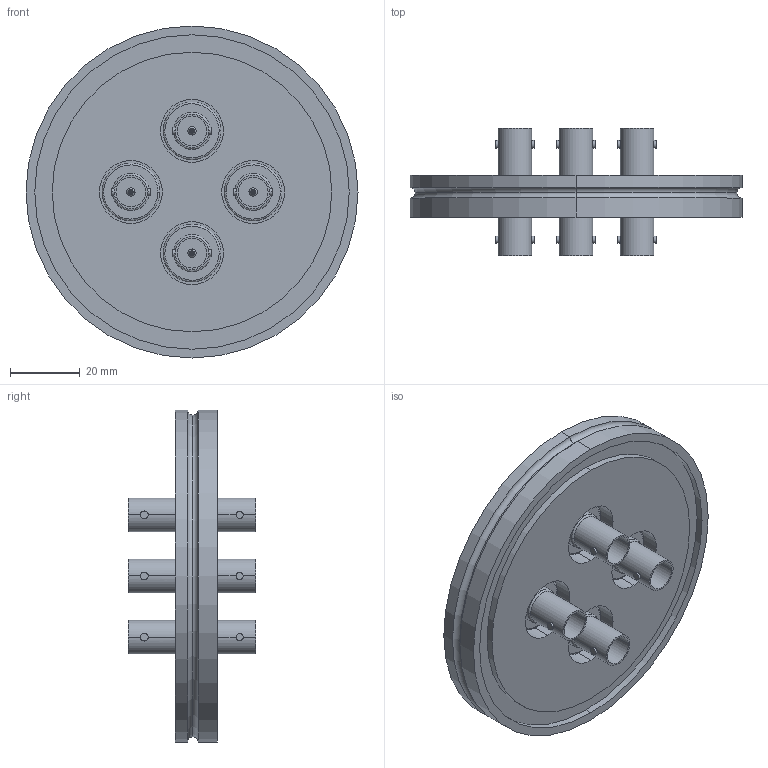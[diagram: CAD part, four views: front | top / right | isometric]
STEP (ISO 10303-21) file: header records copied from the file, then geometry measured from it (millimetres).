
FILE_DESCRIPTION (( 'STEP AP214' ), '1' );
FILE_NAME ('242-BNCD50-ISO63-4.step', '2025-02-18T20:45:32', ( '' ), ( '' ), 'SwSTEP 2.0', 'SolidWorks 2022', '' );
FILE_SCHEMA (( 'AUTOMOTIVE_DESIGN' ));
Length unit declared in the file: millimetre
Products named in the file (3): 242-BNCD50-ISO63-4; 242-BNCD50-I; 9441-ISO63-16.5-4_DN063 ISO-K
Assembly tree (5 placements, depth 2):
  242-BNCD50-ISO63-4
    9441-ISO63-16.5-4_DN063 ISO-K
    242-BNCD50-I  x4
Bounding box: 95 x 36.5 x 95 mm (x, y, z)
Volume: 69869.4 mm3; surface area: 35492.9 mm2
Topology: 5 solids, 9 shells, 278 faces, 586 edges, 370 vertices
Faces by surface type: cylinder 164, plane 78, bspline 16, cone 16, torus 4
Entity records: 3661 total; most frequent: CARTESIAN_POINT 661, DIRECTION 548, ORIENTED_EDGE 428, AXIS2_PLACEMENT_3D 239, EDGE_CURVE 214, VERTEX_POINT 136, CIRCLE 134, EDGE_LOOP 128
